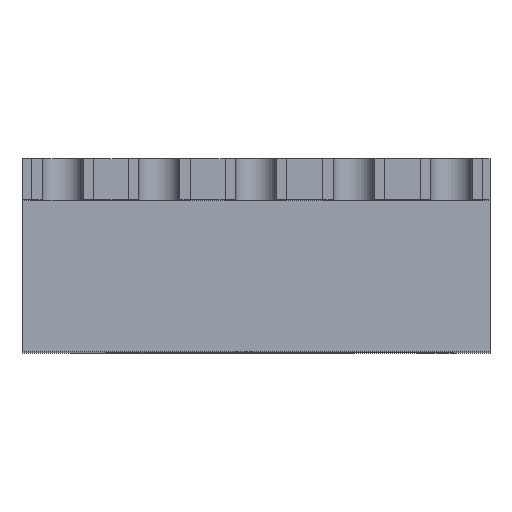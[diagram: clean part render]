
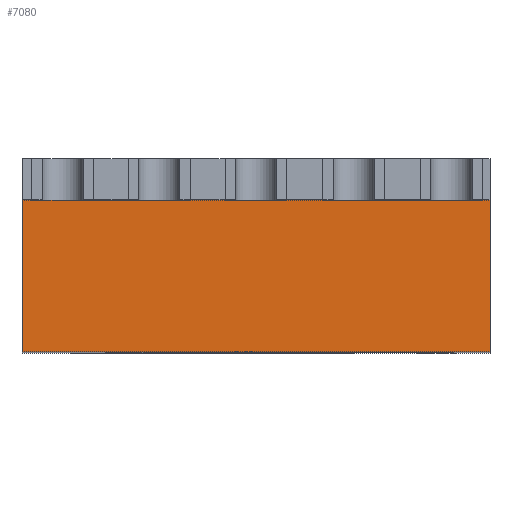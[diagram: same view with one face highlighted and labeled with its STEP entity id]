
A CAD part, top view. The second image highlights one B-rep face of the part: STEP entity #7080.
In plain terms, the highlighted planar face has unit normal (0, 0, 1).
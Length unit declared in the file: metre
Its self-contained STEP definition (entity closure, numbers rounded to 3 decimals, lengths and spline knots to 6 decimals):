
#1138=ORIENTED_EDGE('',*,*,#2663,.T.);
#1139=ORIENTED_EDGE('',*,*,#2664,.F.);
#1140=ORIENTED_EDGE('',*,*,#2629,.F.);
#1141=ORIENTED_EDGE('',*,*,#2661,.T.);
#2629=EDGE_CURVE('',#3459,#3460,#4196,.T.);
#2661=EDGE_CURVE('',#3459,#3491,#4228,.T.);
#2663=EDGE_CURVE('',#3491,#3492,#4230,.T.);
#2664=EDGE_CURVE('',#3460,#3492,#4231,.T.);
#3459=VERTEX_POINT('',#10946);
#3460=VERTEX_POINT('',#10948);
#3491=VERTEX_POINT('',#11011);
#3492=VERTEX_POINT('',#11016);
#4196=LINE('',#10947,#5112);
#4228=LINE('',#11012,#5144);
#4230=LINE('',#11015,#5146);
#4231=LINE('',#11017,#5147);
#5112=VECTOR('',#9007,1.);
#5144=VECTOR('',#9041,1.);
#5146=VECTOR('',#9045,1.);
#5147=VECTOR('',#9046,1.);
#5832=EDGE_LOOP('',(#1138,#1139,#1140,#1141));
#6280=FACE_BOUND('',#5832,.T.);
#6685=PLANE('',#7905);
#7080=ADVANCED_FACE('',(#6280),#6685,.F.);
#7905=AXIS2_PLACEMENT_3D('',#11014,#9043,#9044);
#9007=DIRECTION('',(-1.,0.,0.));
#9041=DIRECTION('',(0.,1.,0.));
#9043=DIRECTION('',(0.,0.,-1.));
#9044=DIRECTION('',(-1.,0.,0.));
#9045=DIRECTION('',(-1.,0.,0.));
#9046=DIRECTION('',(0.,1.,0.));
#10946=CARTESIAN_POINT('',(0.00455,-0.00375,0.0065));
#10947=CARTESIAN_POINT('',(0.,-0.00375,0.0065));
#10948=CARTESIAN_POINT('',(-0.00455,-0.00375,0.0065));
#11011=CARTESIAN_POINT('',(0.00455,-0.0008,0.0065));
#11012=CARTESIAN_POINT('',(0.00455,-0.00375,0.0065));
#11014=CARTESIAN_POINT('',(0.,-0.00375,0.0065));
#11015=CARTESIAN_POINT('',(0.,-0.0008,0.0065));
#11016=CARTESIAN_POINT('',(-0.00455,-0.0008,0.0065));
#11017=CARTESIAN_POINT('',(-0.00455,-0.00375,0.0065));
